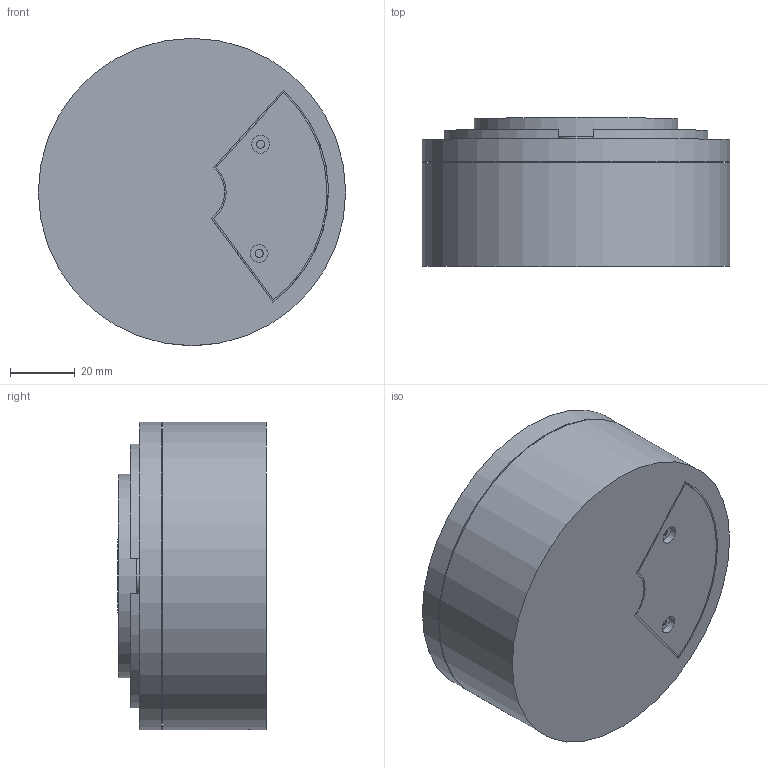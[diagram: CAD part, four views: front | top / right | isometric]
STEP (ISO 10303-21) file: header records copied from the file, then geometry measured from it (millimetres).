
FILE_DESCRIPTION(/* description */ (''),/* implementation_level */ '2;1');
FILE_NAME(/* name */ 'Base.step',/* time_stamp */ '2017-04-20T22:50:58-04:00',/* author */ (''),/* organization */ (''),/* preprocessor_version */ 'ST-DEVELOPER v16.5',/* originating_system */ 'Autodesk Translation Framework v5.2.0.2920',/* authorisation */ '');
FILE_SCHEMA (('AUTOMOTIVE_DESIGN { 1 0 10303 214 3 1 1 }'));
Length unit declared in the file: millimetre
Products named in the file (1): Base v18
Bounding box: 95 x 46 x 95 mm (x, y, z)
Volume: 106142.6 mm3; surface area: 64633 mm2
Topology: 6 solids, 6 shells, 106 faces, 246 edges, 165 vertices
Faces by surface type: plane 66, cylinder 40
Full cylindrical faces by diameter (mm): 2.5 x6, 2.7 x2, 2.9 x1, 5.5 x2, 5.6 x1, 6 x1, 7.8 x1, 9 x1, 11.2 x1, 14.5 x1, 22.4 x1, 22.7 x1, 37.5 x1, 63 x1, 90.4 x1, 95 x2
Entity records: 2975 total; most frequent: CARTESIAN_POINT 576, DIRECTION 504, ORIENTED_EDGE 420, EDGE_CURVE 210, AXIS2_PLACEMENT_3D 190, EDGE_LOOP 166, VERTEX_POINT 156, LINE 124
